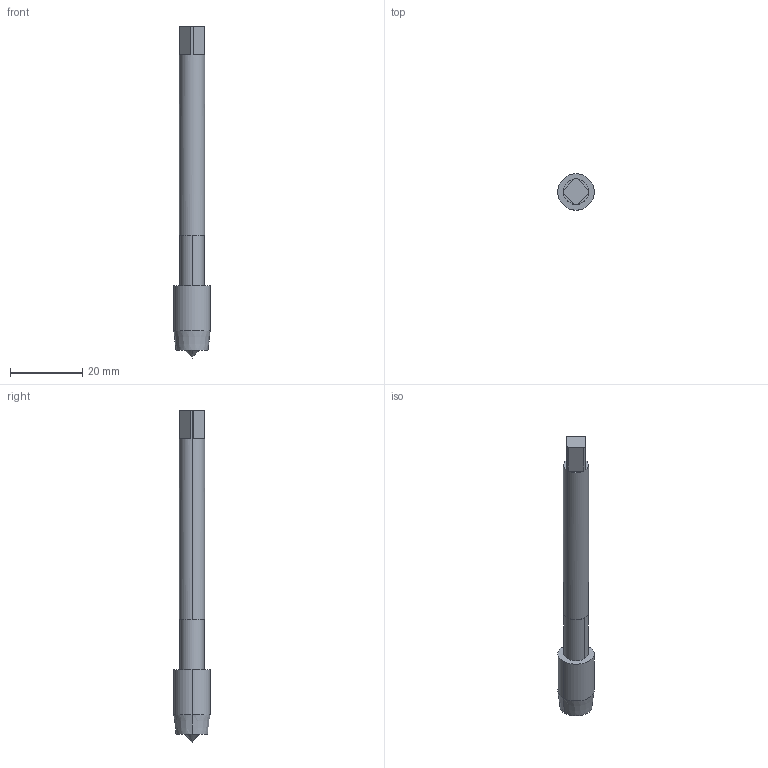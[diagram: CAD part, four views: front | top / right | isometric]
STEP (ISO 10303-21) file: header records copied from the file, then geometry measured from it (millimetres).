
FILE_DESCRIPTION((''),'2;1');
FILE_NAME('GB_4003_80','2020-07-06T11:32:20',('tbproe'),(''),'CREO PARAMETRIC BY PTC INC, 2018500','CREO PARAMETRIC BY PTC INC, 2018500','');
FILE_SCHEMA(('AUTOMOTIVE_DESIGN { 1 0 10303 214 1 1 1 1 }'));
Length unit declared in the file: millimetre
Products named in the file (1): GB_4003_80
Bounding box: 10.09 x 10.09 x 92.1 mm (x, y, z)
Volume: 4051.9 mm3; surface area: 2273.9 mm2
Topology: 1 solids, 1 shells, 22 faces, 54 edges, 36 vertices
Faces by surface type: plane 12, cylinder 6, cone 4
Entity records: 1274 total; most frequent: DIRECTION 154, CARTESIAN_POINT 130, ORIENTED_EDGE 100, AXIS2_PLACEMENT_3D 59, PROPERTY_DEFINITION 57, REPRESENTATION 56, PROPERTY_DEFINITION_REPRESENTATION 56, EDGE_CURVE 50
